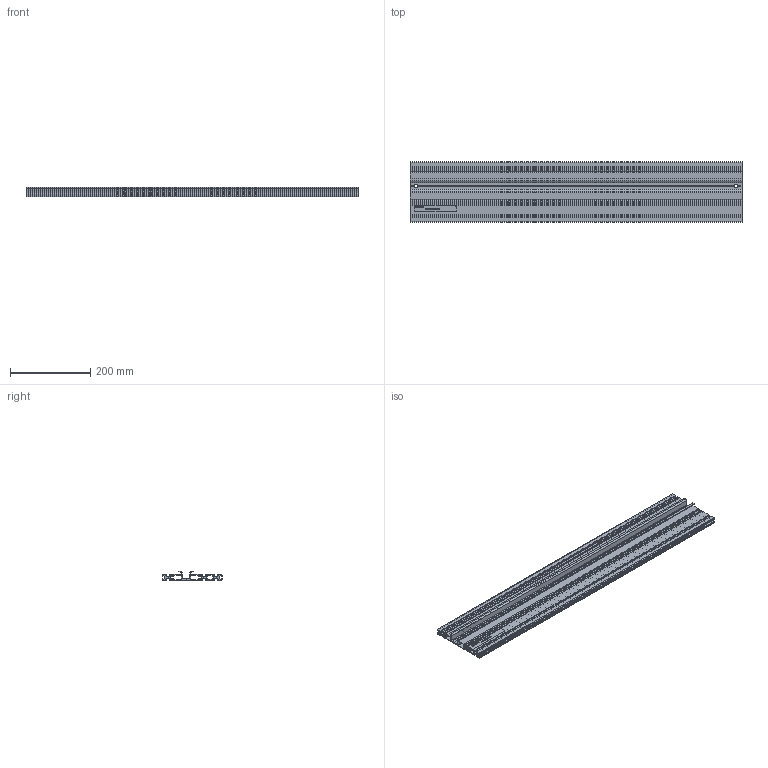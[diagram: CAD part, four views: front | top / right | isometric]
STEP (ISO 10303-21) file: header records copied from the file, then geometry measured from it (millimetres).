
FILE_DESCRIPTION(/* description */ (''),/* implementation_level */ '2;1');
FILE_NAME(/* name */ '6ES7193-6MR00-0CA0_3d.stp',/* time_stamp */ '2024-07-09T11:11:27+02:00',/* author */ (''),/* organization */ (''),/* preprocessor_version */ 'ST-DEVELOPER v18.102',/* originating_system */ 'SIEMENS PLM Software NX 2023',/* authorisation */ '');
FILE_SCHEMA (('AUTOMOTIVE_DESIGN { 1 0 10303 214 3 1 1 1 }'));
Length unit declared in the file: millimetre
Products named in the file (3): A5E52734262A_001; A5E52734251A_001; A5E52734221A_002
Assembly tree (2 placements, depth 2):
  A5E52734221A_002
    A5E52734251A_001
    A5E52734262A_001
Bounding box: 830 x 150 x 22.5 mm (x, y, z)
Volume: 823241.7 mm3; surface area: 638053.9 mm2
Topology: 19 solids, 19 shells, 449 faces, 1215 edges, 810 vertices
Faces by surface type: plane 329, cylinder 60, extrusion 60
Entity records: 17755 total; most frequent: CARTESIAN_POINT 4580, ORIENTED_EDGE 2430, DIRECTION 1933, EDGE_CURVE 1215, VECTOR 885, LINE 825, VERTEX_POINT 810, AXIS2_PLACEMENT_3D 524
